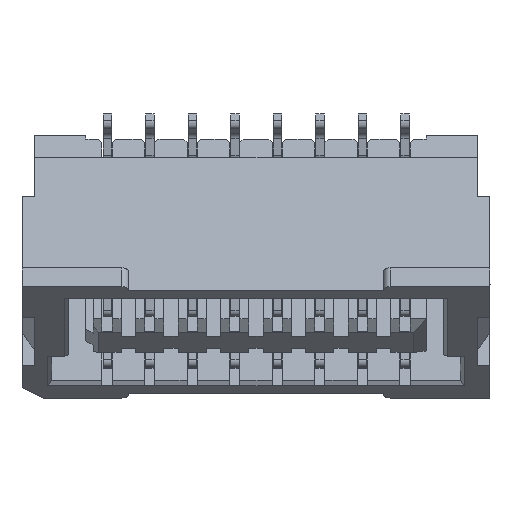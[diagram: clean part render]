
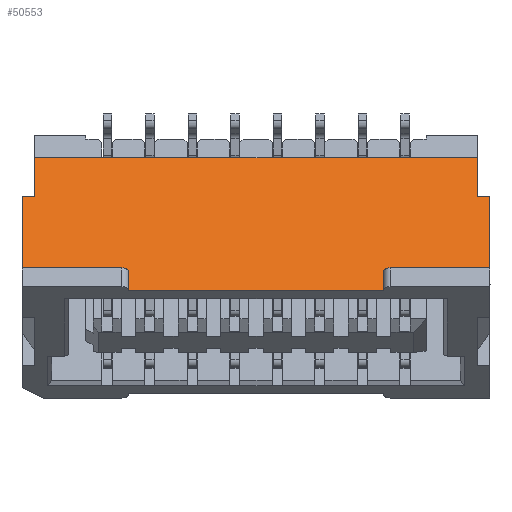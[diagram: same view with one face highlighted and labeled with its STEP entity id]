
A CAD part, left-side view. The second image highlights one B-rep face of the part: STEP entity #50553.
In plain terms, the highlighted planar face has unit normal (-0.882, 0, 0.471).
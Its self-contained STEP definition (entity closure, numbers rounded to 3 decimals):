
#712 = ORIENTED_EDGE ( 'NONE', *, *, #26188, .F. ) ;
#728 = EDGE_CURVE ( 'NONE', #35466, #9542, #35444, .T. ) ;
#1306 = VERTEX_POINT ( 'NONE', #7763 ) ;
#1736 = CARTESIAN_POINT ( 'NONE',  ( 4.924, 8.19, 0.639 ) ) ;
#2025 = CARTESIAN_POINT ( 'NONE',  ( 4.924, -2.5, 0.639 ) ) ;
#2117 = LINE ( 'NONE', #35950, #20406 ) ;
#2550 = CARTESIAN_POINT ( 'NONE',  ( 3.982, 0., -1.125 ) ) ;
#3369 = AXIS2_PLACEMENT_3D ( 'NONE', #51825, #43121, #47679 ) ;
#3465 = DIRECTION ( 'NONE',  ( -0.471, 0., -0.882 ) ) ;
#3952 = VERTEX_POINT ( 'NONE', #46533 ) ;
#5051 = EDGE_CURVE ( 'NONE', #12588, #35466, #2117, .T. ) ;
#5709 = ORIENTED_EDGE ( 'NONE', *, *, #34686, .F. ) ;
#6191 = LINE ( 'NONE', #29331, #23988 ) ;
#7763 = CARTESIAN_POINT ( 'NONE',  ( 3.746, 0., -1.566 ) ) ;
#8232 = CARTESIAN_POINT ( 'NONE',  ( 3.982, 6., -1.125 ) ) ;
#8298 = CARTESIAN_POINT ( 'NONE',  ( 4.924, 8.5, 0.639 ) ) ;
#9198 = LINE ( 'NONE', #13139, #9636 ) ;
#9542 = VERTEX_POINT ( 'NONE', #12797 ) ;
#9636 = VECTOR ( 'NONE', #40812, 1000. ) ;
#10400 = VECTOR ( 'NONE', #46130, 1000. ) ;
#10813 = CARTESIAN_POINT ( 'NONE',  ( 4.924, -2.2, 0.639 ) ) ;
#11085 = CARTESIAN_POINT ( 'NONE',  ( 3.746, 0., -1.566 ) ) ;
#12021 = VERTEX_POINT ( 'NONE', #18952 ) ;
#12588 = VERTEX_POINT ( 'NONE', #10813 ) ;
#12797 = CARTESIAN_POINT ( 'NONE',  ( 3.982, -2.5, -1.125 ) ) ;
#12854 = CARTESIAN_POINT ( 'NONE',  ( 4.948, -2.5, 0.683 ) ) ;
#13139 = CARTESIAN_POINT ( 'NONE',  ( 4.948, 8.5, 0.683 ) ) ;
#14395 = CARTESIAN_POINT ( 'NONE',  ( 3.982, 8.5, -1.125 ) ) ;
#15712 = DIRECTION ( 'NONE',  ( 0., -1., 0. ) ) ;
#16883 = FACE_OUTER_BOUND ( 'NONE', #44588, .T. ) ;
#17355 = DIRECTION ( 'NONE',  ( 0., 1., 0. ) ) ;
#18121 = EDGE_CURVE ( 'NONE', #29590, #30119, #6191, .T. ) ;
#18771 = CARTESIAN_POINT ( 'NONE',  ( 3.982, 0., -1.125 ) ) ;
#18952 = CARTESIAN_POINT ( 'NONE',  ( 5.419, 8.2, 1.565 ) ) ;
#19251 = VERTEX_POINT ( 'NONE', #53169 ) ;
#19398 = ORIENTED_EDGE ( 'NONE', *, *, #52693, .T. ) ;
#20406 = VECTOR ( 'NONE', #15712, 1000. ) ;
#20550 = VECTOR ( 'NONE', #3465, 1000. ) ;
#20886 = LINE ( 'NONE', #39610, #20550 ) ;
#21122 = CARTESIAN_POINT ( 'NONE',  ( 3.706, -2.2, -1.641 ) ) ;
#21501 = ORIENTED_EDGE ( 'NONE', *, *, #45164, .F. ) ;
#21594 = CARTESIAN_POINT ( 'NONE',  ( 3.982, -2.6, -1.125 ) ) ;
#21830 = CARTESIAN_POINT ( 'NONE',  ( 3.706, 8.2, -1.641 ) ) ;
#22077 = DIRECTION ( 'NONE',  ( -0.471, 0., -0.882 ) ) ;
#22512 = DIRECTION ( 'NONE',  ( -0.471, 0., -0.882 ) ) ;
#22801 = EDGE_CURVE ( 'NONE', #12021, #19251, #42329, .T. ) ;
#23988 = VECTOR ( 'NONE', #17355, 1000. ) ;
#24939 = ORIENTED_EDGE ( 'NONE', *, *, #5051, .F. ) ;
#25840 = VECTOR ( 'NONE', #43907, 1000. ) ;
#26188 = EDGE_CURVE ( 'NONE', #19251, #12588, #46546, .T. ) ;
#26384 = DIRECTION ( 'NONE',  ( 0.471, 0., 0.882 ) ) ;
#27676 = VECTOR ( 'NONE', #26384, 1000. ) ;
#27815 = LINE ( 'NONE', #11085, #28261 ) ;
#28240 = ORIENTED_EDGE ( 'NONE', *, *, #36656, .T. ) ;
#28261 = VECTOR ( 'NONE', #39932, 1000. ) ;
#29331 = CARTESIAN_POINT ( 'NONE',  ( 3.982, -2.6, -1.125 ) ) ;
#29590 = VERTEX_POINT ( 'NONE', #8232 ) ;
#30017 = DIRECTION ( 'NONE',  ( 0., 1., 0. ) ) ;
#30061 = VERTEX_POINT ( 'NONE', #2550 ) ;
#30119 = VERTEX_POINT ( 'NONE', #14395 ) ;
#33724 = ORIENTED_EDGE ( 'NONE', *, *, #37271, .F. ) ;
#34686 = EDGE_CURVE ( 'NONE', #42818, #3952, #44854, .T. ) ;
#35113 = VECTOR ( 'NONE', #30017, 1000. ) ;
#35444 = LINE ( 'NONE', #12854, #35694 ) ;
#35466 = VERTEX_POINT ( 'NONE', #2025 ) ;
#35694 = VECTOR ( 'NONE', #45113, 1000. ) ;
#35950 = CARTESIAN_POINT ( 'NONE',  ( 4.924, -2.19, 0.639 ) ) ;
#35964 = LINE ( 'NONE', #21594, #35113 ) ;
#36066 = ORIENTED_EDGE ( 'NONE', *, *, #728, .F. ) ;
#36656 = EDGE_CURVE ( 'NONE', #29590, #49950, #20886, .T. ) ;
#37271 = EDGE_CURVE ( 'NONE', #3952, #12021, #45047, .T. ) ;
#37781 = ORIENTED_EDGE ( 'NONE', *, *, #22801, .F. ) ;
#37782 = EDGE_CURVE ( 'NONE', #30061, #1306, #45780, .T. ) ;
#38627 = PLANE ( 'NONE',  #3369 ) ;
#39610 = CARTESIAN_POINT ( 'NONE',  ( 3.982, 6., -1.125 ) ) ;
#39728 = CARTESIAN_POINT ( 'NONE',  ( 5.419, -2.288, 1.565 ) ) ;
#39932 = DIRECTION ( 'NONE',  ( 0., -1., 0. ) ) ;
#40812 = DIRECTION ( 'NONE',  ( 0.471, 0., 0.882 ) ) ;
#41033 = ORIENTED_EDGE ( 'NONE', *, *, #47208, .F. ) ;
#42329 = LINE ( 'NONE', #39728, #25840 ) ;
#42818 = VERTEX_POINT ( 'NONE', #8298 ) ;
#43121 = DIRECTION ( 'NONE',  ( 0.882, 0., -0.471 ) ) ;
#43907 = DIRECTION ( 'NONE',  ( 0., -1., 0. ) ) ;
#44177 = ORIENTED_EDGE ( 'NONE', *, *, #18121, .F. ) ;
#44588 = EDGE_LOOP ( 'NONE', ( #37781, #33724, #5709, #21501, #44177, #28240, #19398, #53105, #41033, #36066, #24939, #712 ) ) ;
#44854 = LINE ( 'NONE', #1736, #10400 ) ;
#45047 = LINE ( 'NONE', #21830, #27676 ) ;
#45113 = DIRECTION ( 'NONE',  ( -0.471, 0., -0.882 ) ) ;
#45164 = EDGE_CURVE ( 'NONE', #30119, #42818, #9198, .T. ) ;
#45780 = LINE ( 'NONE', #18771, #48033 ) ;
#45840 = VECTOR ( 'NONE', #22512, 1000. ) ;
#46130 = DIRECTION ( 'NONE',  ( 0., -1., 0. ) ) ;
#46533 = CARTESIAN_POINT ( 'NONE',  ( 4.924, 8.2, 0.639 ) ) ;
#46546 = LINE ( 'NONE', #21122, #45840 ) ;
#47208 = EDGE_CURVE ( 'NONE', #9542, #30061, #35964, .T. ) ;
#47679 = DIRECTION ( 'NONE',  ( 0., -1., 0. ) ) ;
#48033 = VECTOR ( 'NONE', #22077, 1000. ) ;
#49950 = VERTEX_POINT ( 'NONE', #51603 ) ;
#50553 = ADVANCED_FACE ( 'NONE', ( #16883 ), #38627, .F. ) ;
#51603 = CARTESIAN_POINT ( 'NONE',  ( 3.746, 6., -1.566 ) ) ;
#51825 = CARTESIAN_POINT ( 'NONE',  ( 5.453, 2.6, 1.627 ) ) ;
#52693 = EDGE_CURVE ( 'NONE', #49950, #1306, #27815, .T. ) ;
#53105 = ORIENTED_EDGE ( 'NONE', *, *, #37782, .F. ) ;
#53169 = CARTESIAN_POINT ( 'NONE',  ( 5.419, -2.2, 1.565 ) ) ;
